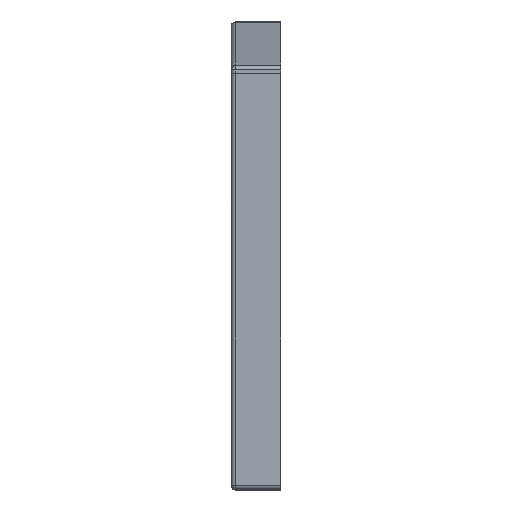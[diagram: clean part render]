
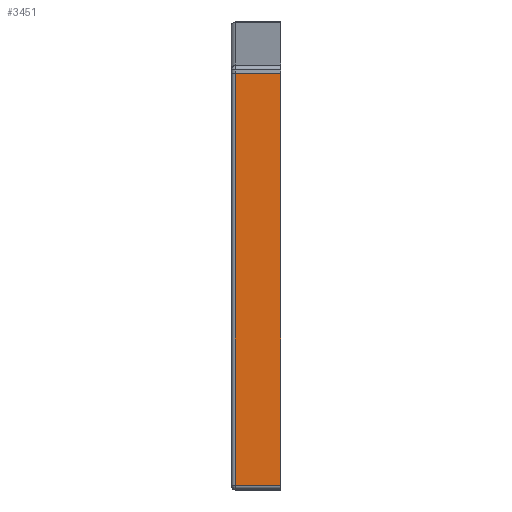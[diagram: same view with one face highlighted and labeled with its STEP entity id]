
A CAD part, left-side view. The second image highlights one B-rep face of the part: STEP entity #3451.
In plain terms, the highlighted planar face has unit normal (-1, 0, 0).
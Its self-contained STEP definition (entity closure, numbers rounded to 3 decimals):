
#189=FACE_OUTER_BOUND('',#390,.T.);
#390=EDGE_LOOP('',(#2759,#2760,#2761,#2762));
#829=LINE('',#5424,#1274);
#853=LINE('',#5493,#1298);
#854=LINE('',#5497,#1299);
#856=LINE('',#5504,#1301);
#1274=VECTOR('',#4271,10.);
#1298=VECTOR('',#4353,10.);
#1299=VECTOR('',#4360,10.);
#1301=VECTOR('',#4370,10.);
#1689=VERTEX_POINT('',#5421);
#1690=VERTEX_POINT('',#5423);
#1705=VERTEX_POINT('',#5486);
#1706=VERTEX_POINT('',#5491);
#2061=EDGE_CURVE('',#1689,#1690,#829,.F.);
#2098=EDGE_CURVE('',#1706,#1705,#853,.T.);
#2100=EDGE_CURVE('',#1690,#1706,#854,.T.);
#2104=EDGE_CURVE('',#1705,#1689,#856,.T.);
#2759=ORIENTED_EDGE('',*,*,#2098,.F.);
#2760=ORIENTED_EDGE('',*,*,#2100,.F.);
#2761=ORIENTED_EDGE('',*,*,#2061,.F.);
#2762=ORIENTED_EDGE('',*,*,#2104,.F.);
#3285=PLANE('',#3687);
#3451=ADVANCED_FACE('',(#189),#3285,.T.);
#3687=AXIS2_PLACEMENT_3D('',#5505,#4371,#4372);
#4271=DIRECTION('',(0.,0.,1.));
#4353=DIRECTION('',(0.,0.,1.));
#4360=DIRECTION('',(0.,1.,0.));
#4370=DIRECTION('',(0.,-1.,0.));
#4371=DIRECTION('center_axis',(-1.,0.,0.));
#4372=DIRECTION('ref_axis',(0.,0.,-1.));
#5421=CARTESIAN_POINT('',(-137.802,-6.,48.84));
#5423=CARTESIAN_POINT('',(-137.822,-6.,-50.69));
#5424=CARTESIAN_POINT('',(-137.812,-6.,-0.481));
#5486=CARTESIAN_POINT('',(-137.802,5.,48.84));
#5491=CARTESIAN_POINT('',(-137.822,5.,-50.69));
#5493=CARTESIAN_POINT('',(-137.812,5.,-2.048));
#5497=CARTESIAN_POINT('',(-137.822,-4.,-50.69));
#5504=CARTESIAN_POINT('',(-137.802,-4.,48.84));
#5505=CARTESIAN_POINT('Origin',(-137.802,-4.,48.84));
